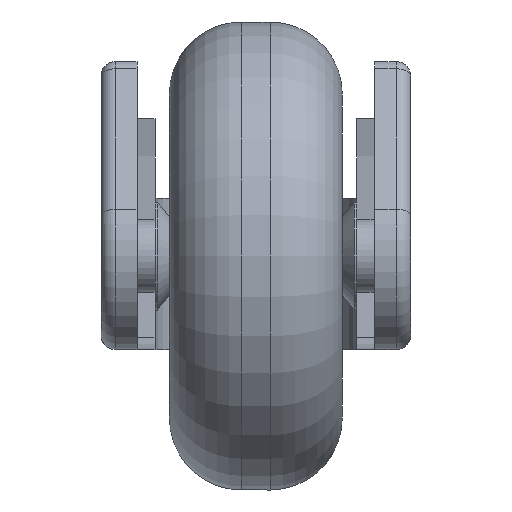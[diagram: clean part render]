
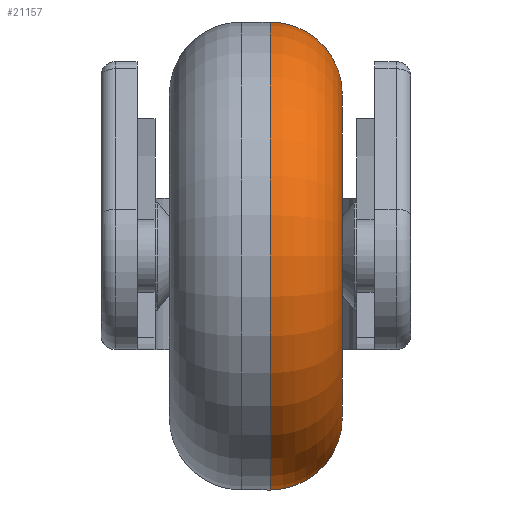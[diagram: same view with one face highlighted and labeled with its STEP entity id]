
A CAD part, front view. The second image highlights one B-rep face of the part: STEP entity #21157.
In plain terms, the highlighted toroidal (fillet/blend) face has major radius 22.5 mm and minor radius 10 mm.
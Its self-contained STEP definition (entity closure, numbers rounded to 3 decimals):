
#1613=TOROIDAL_SURFACE('',#22511,22.5,10.);
#3299=FACE_OUTER_BOUND('',#4599,.T.);
#4599=EDGE_LOOP('',(#19549,#19550,#19551,#19552,#19553));
#8119=CIRCLE('',#22512,22.5);
#8120=CIRCLE('',#22513,10.);
#8121=CIRCLE('',#22514,32.5);
#8122=CIRCLE('',#22515,32.5);
#10163=VERTEX_POINT('',#55043);
#10164=VERTEX_POINT('',#55045);
#10165=VERTEX_POINT('',#55047);
#13293=EDGE_CURVE('',#10163,#10163,#8119,.T.);
#13294=EDGE_CURVE('',#10163,#10164,#8120,.T.);
#13295=EDGE_CURVE('',#10164,#10165,#8121,.T.);
#13296=EDGE_CURVE('',#10165,#10164,#8122,.T.);
#19549=ORIENTED_EDGE('',*,*,#13293,.T.);
#19550=ORIENTED_EDGE('',*,*,#13294,.T.);
#19551=ORIENTED_EDGE('',*,*,#13295,.T.);
#19552=ORIENTED_EDGE('',*,*,#13296,.T.);
#19553=ORIENTED_EDGE('',*,*,#13294,.F.);
#21157=ADVANCED_FACE('',(#3299),#1613,.T.);
#22511=AXIS2_PLACEMENT_3D('',#55042,#26709,#26710);
#22512=AXIS2_PLACEMENT_3D('',#55044,#26711,#26712);
#22513=AXIS2_PLACEMENT_3D('',#55046,#26713,#26714);
#22514=AXIS2_PLACEMENT_3D('',#55048,#26715,#26716);
#22515=AXIS2_PLACEMENT_3D('',#55049,#26717,#26718);
#26709=DIRECTION('center_axis',(1.,0.,0.));
#26710=DIRECTION('ref_axis',(0.,0.,-1.));
#26711=DIRECTION('center_axis',(-1.,0.,0.));
#26712=DIRECTION('ref_axis',(0.,1.,0.));
#26713=DIRECTION('center_axis',(0.,-1.,0.));
#26714=DIRECTION('ref_axis',(0.,0.,1.));
#26715=DIRECTION('center_axis',(1.,0.,0.));
#26716=DIRECTION('ref_axis',(0.,1.,0.));
#26717=DIRECTION('center_axis',(1.,0.,0.));
#26718=DIRECTION('ref_axis',(0.,1.,0.));
#55042=CARTESIAN_POINT('Origin',(2.,-125.5,-8.));
#55043=CARTESIAN_POINT('',(12.,-125.5,14.5));
#55044=CARTESIAN_POINT('Origin',(12.,-125.5,-8.));
#55045=CARTESIAN_POINT('',(2.,-125.5,24.5));
#55046=CARTESIAN_POINT('Origin',(2.,-125.5,14.5));
#55047=CARTESIAN_POINT('',(2.,-158.,-8.));
#55048=CARTESIAN_POINT('Origin',(2.,-125.5,-8.));
#55049=CARTESIAN_POINT('Origin',(2.,-125.5,-8.));
